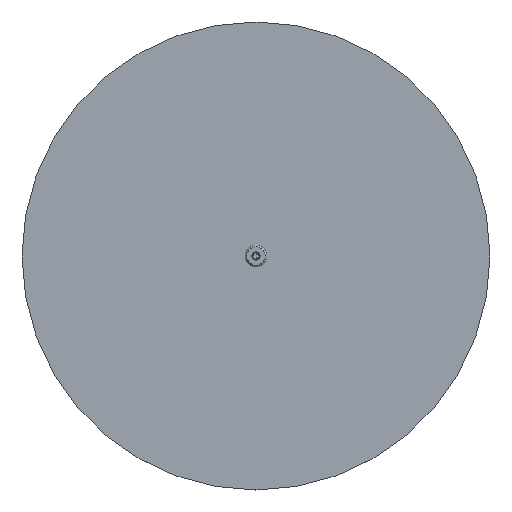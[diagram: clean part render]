
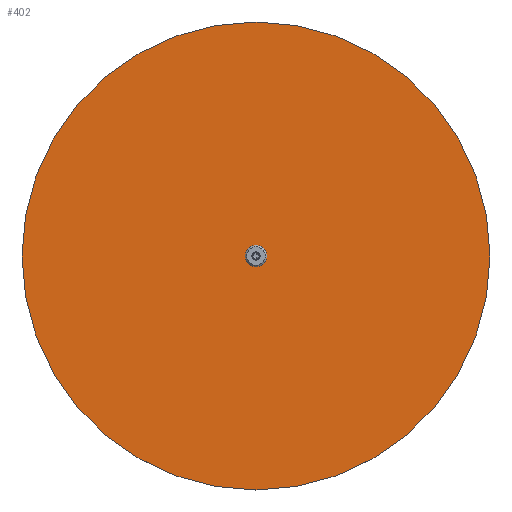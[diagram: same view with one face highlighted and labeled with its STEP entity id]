
A CAD part, top view. The second image highlights one B-rep face of the part: STEP entity #402.
In plain terms, the highlighted face is planar.
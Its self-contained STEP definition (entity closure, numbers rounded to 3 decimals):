
#45 = AXIS2_PLACEMENT_3D ( 'NONE', #859, #423, #255 ) ;
#75 = DIRECTION ( 'NONE',  ( 1., 0., 0. ) ) ;
#91 = CIRCLE ( 'NONE', #767, 3.55 ) ;
#151 = EDGE_CURVE ( 'NONE', #1755, #545, #919, .T. ) ;
#255 = DIRECTION ( 'NONE',  ( 1., 0., 0. ) ) ;
#279 = CARTESIAN_POINT ( 'NONE',  ( 0., 0., 0. ) ) ;
#289 = ORIENTED_EDGE ( 'NONE', *, *, #1224, .T. ) ;
#318 = DIRECTION ( 'NONE',  ( 1., 0., 0. ) ) ;
#322 = FACE_OUTER_BOUND ( 'NONE', #410, .T. ) ;
#339 = CARTESIAN_POINT ( 'NONE',  ( -152.4, 0., 0. ) ) ;
#392 = DIRECTION ( 'NONE',  ( 1., 0., 0. ) ) ;
#402 = ADVANCED_FACE ( 'NONE', ( #937, #322 ), #626, .F. ) ;
#410 = EDGE_LOOP ( 'NONE', ( #842, #419 ) ) ;
#419 = ORIENTED_EDGE ( 'NONE', *, *, #151, .F. ) ;
#423 = DIRECTION ( 'NONE',  ( 0., 0., 1. ) ) ;
#530 = EDGE_CURVE ( 'NONE', #545, #1755, #669, .T. ) ;
#545 = VERTEX_POINT ( 'NONE', #339 ) ;
#626 = PLANE ( 'NONE',  #703 ) ;
#669 = CIRCLE ( 'NONE', #1205, 152.4 ) ;
#703 = AXIS2_PLACEMENT_3D ( 'NONE', #1253, #1223, #1231 ) ;
#767 = AXIS2_PLACEMENT_3D ( 'NONE', #279, #1548, #75 ) ;
#842 = ORIENTED_EDGE ( 'NONE', *, *, #530, .F. ) ;
#847 = CARTESIAN_POINT ( 'NONE',  ( 152.4, 0., 0. ) ) ;
#855 = AXIS2_PLACEMENT_3D ( 'NONE', #1293, #1713, #392 ) ;
#859 = CARTESIAN_POINT ( 'NONE',  ( 0., 0., 0. ) ) ;
#867 = ORIENTED_EDGE ( 'NONE', *, *, #1372, .T. ) ;
#919 = CIRCLE ( 'NONE', #855, 152.4 ) ;
#933 = EDGE_LOOP ( 'NONE', ( #289, #867 ) ) ;
#937 = FACE_BOUND ( 'NONE', #933, .T. ) ;
#1075 = CARTESIAN_POINT ( 'NONE',  ( 0., 0., 0. ) ) ;
#1205 = AXIS2_PLACEMENT_3D ( 'NONE', #1075, #1520, #318 ) ;
#1223 = DIRECTION ( 'NONE',  ( 0., 0., 1. ) ) ;
#1224 = EDGE_CURVE ( 'NONE', #1486, #1455, #91, .T. ) ;
#1231 = DIRECTION ( 'NONE',  ( 1., 0., 0. ) ) ;
#1253 = CARTESIAN_POINT ( 'NONE',  ( 0., 0., 0. ) ) ;
#1264 = CIRCLE ( 'NONE', #45, 3.55 ) ;
#1293 = CARTESIAN_POINT ( 'NONE',  ( 0., 0., 0. ) ) ;
#1303 = CARTESIAN_POINT ( 'NONE',  ( 3.55, 0., 0. ) ) ;
#1372 = EDGE_CURVE ( 'NONE', #1455, #1486, #1264, .T. ) ;
#1455 = VERTEX_POINT ( 'NONE', #1734 ) ;
#1486 = VERTEX_POINT ( 'NONE', #1303 ) ;
#1520 = DIRECTION ( 'NONE',  ( 0., 0., 1. ) ) ;
#1548 = DIRECTION ( 'NONE',  ( 0., 0., 1. ) ) ;
#1713 = DIRECTION ( 'NONE',  ( 0., 0., 1. ) ) ;
#1734 = CARTESIAN_POINT ( 'NONE',  ( -3.55, 0., 0. ) ) ;
#1755 = VERTEX_POINT ( 'NONE', #847 ) ;
